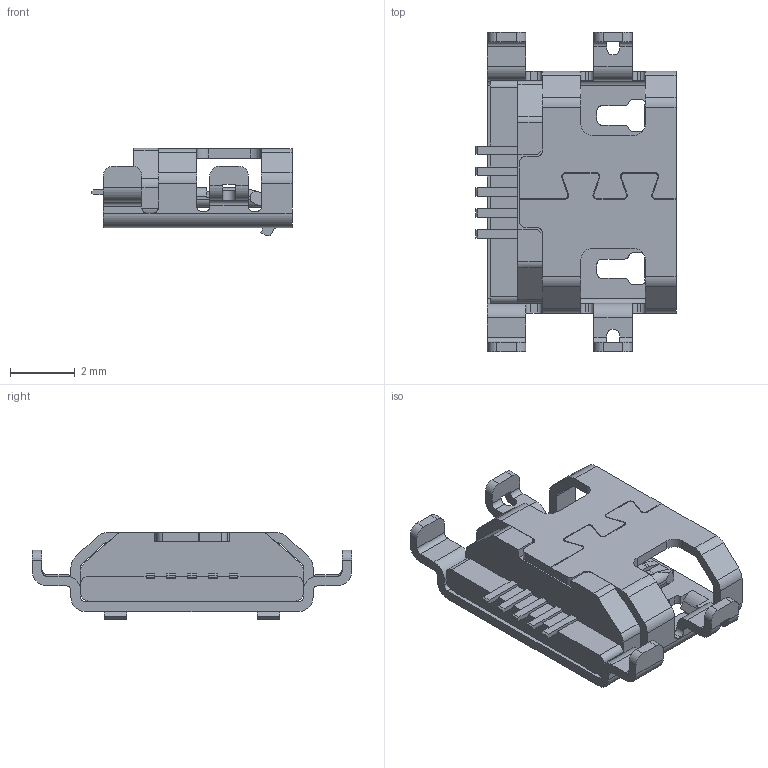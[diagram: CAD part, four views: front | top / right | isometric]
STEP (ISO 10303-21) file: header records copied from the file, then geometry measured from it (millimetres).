
FILE_DESCRIPTION(('CoCreate Modeling STEP Export'),'2;1');
FILE_NAME('1.stp','2014-12-19T19:04:01',(''),(''),'CoCreate Modeling STEP processor for AP214 (Solid Model)','CoCreate Modeling 16.00 13-May-2008 (C) Parametric Technology GmbH','');
FILE_SCHEMA(('AUTOMOTIVE_DESIGN { 1 0 10303 214 1 1 1 1 }'));
Length unit declared in the file: millimetre
Products named in the file (9): 4DIP10HOUSING; 1.stp; .stp.1; .stp; 沉板1.3_半成品.stp
Assembly tree (8 placements, depth 5):
  沉板1.3_半成品.stp
  .stp
      1.stp
    沉板1.3_半成品.stp
  .stp
  .stp.1
          1.stp
        1.stp
          4DIP10HOUSING
Bounding box: 6.2 x 9.9 x 2.71 mm (x, y, z)
Volume: 48.7 mm3; surface area: 281.2 mm2
Topology: 1 solids, 1 shells, 600 faces, 1741 edges, 1121 vertices
Faces by surface type: plane 401, cylinder 179, cone 16, torus 2, extrusion 2
Entity records: 19667 total; most frequent: CARTESIAN_POINT 3643, ORIENTED_EDGE 3478, DIRECTION 3177, EDGE_CURVE 1739, VECTOR 1287, LINE 1285, VERTEX_POINT 1121, AXIS2_PLACEMENT_3D 945
